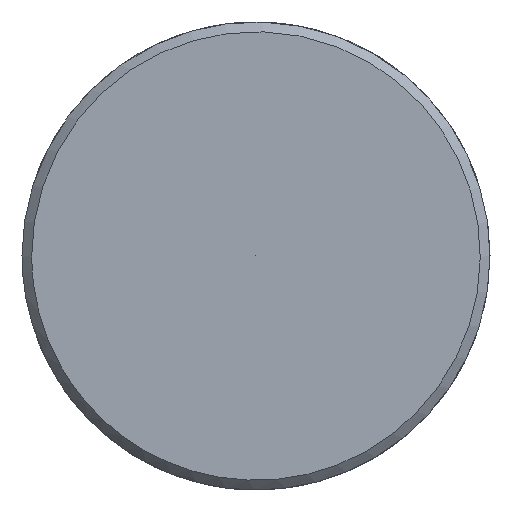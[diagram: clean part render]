
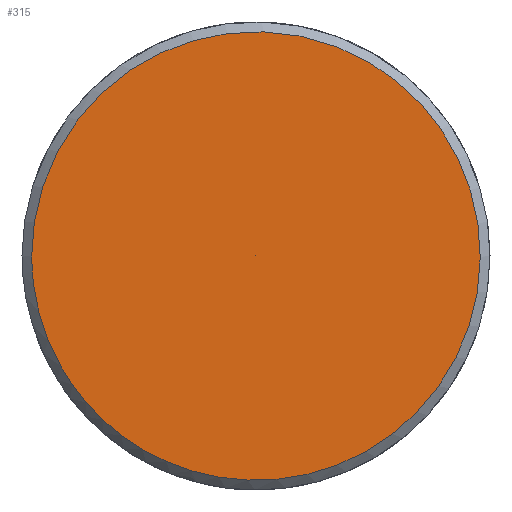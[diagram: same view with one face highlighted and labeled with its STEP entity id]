
A CAD part, left-side view. The second image highlights one B-rep face of the part: STEP entity #315.
In plain terms, the highlighted free-form (B-spline) face has degree [5, 3] with [6, 4] control points.
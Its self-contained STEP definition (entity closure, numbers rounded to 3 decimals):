
#229 = CARTESIAN_POINT ('', (-108., 5.75, 0.));
#230 = VERTEX_POINT ('', #229);
#238 = CARTESIAN_POINT ('', (-108., 5.75, 0.));
#239 = CARTESIAN_POINT ('', (-108., 5.75, 23.));
#240 = CARTESIAN_POINT ('', (-108., -17.25, 11.5));
#241 = CARTESIAN_POINT ('', (-108., -17.25, -11.5));
#242 = CARTESIAN_POINT ('', (-108., 5.75, -23.));
#243 = CARTESIAN_POINT ('', (-108., 5.75, 0.));
#244 = (
   BOUNDED_CURVE ()
   B_SPLINE_CURVE (5, (#238, #239, #240, #241, #242, #243), .UNSPECIFIED., .T., .U.)
   B_SPLINE_CURVE_WITH_KNOTS ((6, 6), (0., 1.), .UNSPECIFIED.)
   CURVE ()
   GEOMETRIC_REPRESENTATION_ITEM ()
   RATIONAL_B_SPLINE_CURVE ((5., 1., 1., 1., 1., 5.))
   REPRESENTATION_ITEM ('')
);
#245 = EDGE_CURVE ('', #230, #230, #244, .T.);
#277 = CARTESIAN_POINT ('', (-108., 0., 0.));
#278 = VERTEX_POINT ('', #277);
#279 = CARTESIAN_POINT ('', (-108., 0., 0.));
#280 = CARTESIAN_POINT ('', (-108., 1.917, 0.));
#281 = CARTESIAN_POINT ('', (-108., 3.833, 0.));
#282 = CARTESIAN_POINT ('', (-108., 5.75, 0.));
#283 = B_SPLINE_CURVE_WITH_KNOTS ('', 3, (#279, #280, #281, #282), .UNSPECIFIED., .F., .U., (4, 4), (0., 1.), .UNSPECIFIED.);
#284 = EDGE_CURVE ('', #278, #230, #283, .T.);
#285 = ORIENTED_EDGE ('', *, *, #284, .F.);
#286 = ORIENTED_EDGE ('', *, *, #284, .T.);
#287 = ORIENTED_EDGE ('', *, *, #245, .F.);
#288 = EDGE_LOOP ('', (#285, #286, #287));
#289 = FACE_OUTER_BOUND ('', #288, .T.);
#290 = CARTESIAN_POINT ('', (-108., 0., 0.));
#291 = CARTESIAN_POINT ('', (-108., 1.917, 0.));
#292 = CARTESIAN_POINT ('', (-108., 3.833, 0.));
#293 = CARTESIAN_POINT ('', (-108., 5.75, 0.));
#294 = CARTESIAN_POINT ('', (-108., 0., 0.));
#295 = CARTESIAN_POINT ('', (-108., 1.917, 7.667));
#296 = CARTESIAN_POINT ('', (-108., 3.833, 15.333));
#297 = CARTESIAN_POINT ('', (-108., 5.75, 23.));
#298 = CARTESIAN_POINT ('', (-108., 0., 0.));
#299 = CARTESIAN_POINT ('', (-108., -5.75, 3.833));
#300 = CARTESIAN_POINT ('', (-108., -11.5, 7.667));
#301 = CARTESIAN_POINT ('', (-108., -17.25, 11.5));
#302 = CARTESIAN_POINT ('', (-108., 0., 0.));
#303 = CARTESIAN_POINT ('', (-108., -5.75, -3.833));
#304 = CARTESIAN_POINT ('', (-108., -11.5, -7.667));
#305 = CARTESIAN_POINT ('', (-108., -17.25, -11.5));
#306 = CARTESIAN_POINT ('', (-108., 0., 0.));
#307 = CARTESIAN_POINT ('', (-108., 1.917, -7.667));
#308 = CARTESIAN_POINT ('', (-108., 3.833, -15.333));
#309 = CARTESIAN_POINT ('', (-108., 5.75, -23.));
#310 = CARTESIAN_POINT ('', (-108., 0., 0.));
#311 = CARTESIAN_POINT ('', (-108., 1.917, 0.));
#312 = CARTESIAN_POINT ('', (-108., 3.833, 0.));
#313 = CARTESIAN_POINT ('', (-108., 5.75, 0.));
#314 = (
   BOUNDED_SURFACE ()
   B_SPLINE_SURFACE (5, 3, ((#290, #291, #292, #293), (#294, #295, #296, #297), (#298, #299, #300, #301), (#302, #303, #304, #305), (#306, #307, #308, #309), (#310, #311, #312, #313)), .UNSPECIFIED., .T., .F., .U.)
   B_SPLINE_SURFACE_WITH_KNOTS ((6, 6), (4, 4), (0., 1.), (0., 1.), .UNSPECIFIED.)
   SURFACE ()
   GEOMETRIC_REPRESENTATION_ITEM ()
   RATIONAL_B_SPLINE_SURFACE (((5., 5., 5., 5.), (1., 1., 1., 1.), (1., 1., 1., 1.), (1., 1., 1., 1.), (1., 1., 1., 1.), (5., 5., 5., 5.)))
   REPRESENTATION_ITEM ('')
);
#315 = ADVANCED_FACE ('', (#289), #314, .T.);
